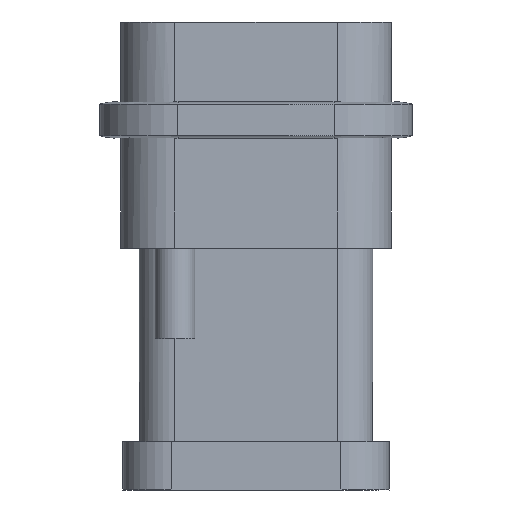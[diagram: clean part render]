
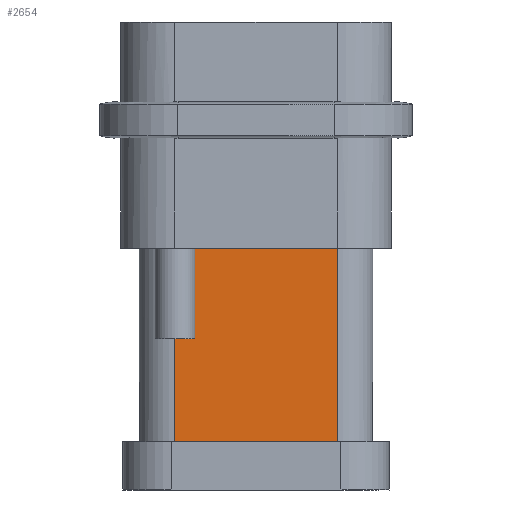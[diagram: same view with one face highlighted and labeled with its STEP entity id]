
A CAD part, left-side view. The second image highlights one B-rep face of the part: STEP entity #2654.
In plain terms, the highlighted planar face has unit normal (-1, 0, 0).
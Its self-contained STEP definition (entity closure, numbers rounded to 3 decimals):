
#1652=FACE_OUTER_BOUND('',#6819,.T.);
#2654=ADVANCED_FACE('',(#1652),#3868,.F.);
#3868=PLANE('',#23701);
#6819=EDGE_LOOP('',(#9241,#9242,#9243,#9244));
#9241=ORIENTED_EDGE('',*,*,#17380,.F.);
#9242=ORIENTED_EDGE('',*,*,#17382,.F.);
#9243=ORIENTED_EDGE('',*,*,#17383,.F.);
#9244=ORIENTED_EDGE('',*,*,#17384,.F.);
#15210=VERTEX_POINT('',#32299);
#15211=VERTEX_POINT('',#32301);
#15212=VERTEX_POINT('',#32305);
#15213=VERTEX_POINT('',#32307);
#17380=EDGE_CURVE('',#15210,#15211,#19913,.T.);
#17382=EDGE_CURVE('',#15212,#15210,#19914,.T.);
#17383=EDGE_CURVE('',#15213,#15212,#19915,.T.);
#17384=EDGE_CURVE('',#15211,#15213,#19916,.T.);
#19913=LINE('',#32300,#21657);
#19914=LINE('',#32304,#21658);
#19915=LINE('',#32306,#21659);
#19916=LINE('',#32308,#21660);
#21657=VECTOR('',#25375,1.);
#21658=VECTOR('',#25380,1.);
#21659=VECTOR('',#25381,1.);
#21660=VECTOR('',#25382,1.);
#23701=AXIS2_PLACEMENT_3D('',#32309,#25383,#25384);
#25375=DIRECTION('',(0.,0.,1.));
#25380=DIRECTION('',(0.,1.,0.));
#25381=DIRECTION('',(0.,0.,-1.));
#25382=DIRECTION('',(0.,-1.,0.));
#25383=DIRECTION('',(1.,0.,0.));
#25384=DIRECTION('',(0.,-1.,0.));
#32299=CARTESIAN_POINT('',(-10.9,6.75,-16.));
#32300=CARTESIAN_POINT('',(-10.9,6.75,-16.));
#32301=CARTESIAN_POINT('',(-10.9,6.75,0.));
#32304=CARTESIAN_POINT('',(-10.9,-6.75,-16.));
#32305=CARTESIAN_POINT('',(-10.9,-6.75,-16.));
#32306=CARTESIAN_POINT('',(-10.9,-6.75,0.));
#32307=CARTESIAN_POINT('',(-10.9,-6.75,0.));
#32308=CARTESIAN_POINT('',(-10.9,6.75,0.));
#32309=CARTESIAN_POINT('',(-10.9,6.75,0.));
